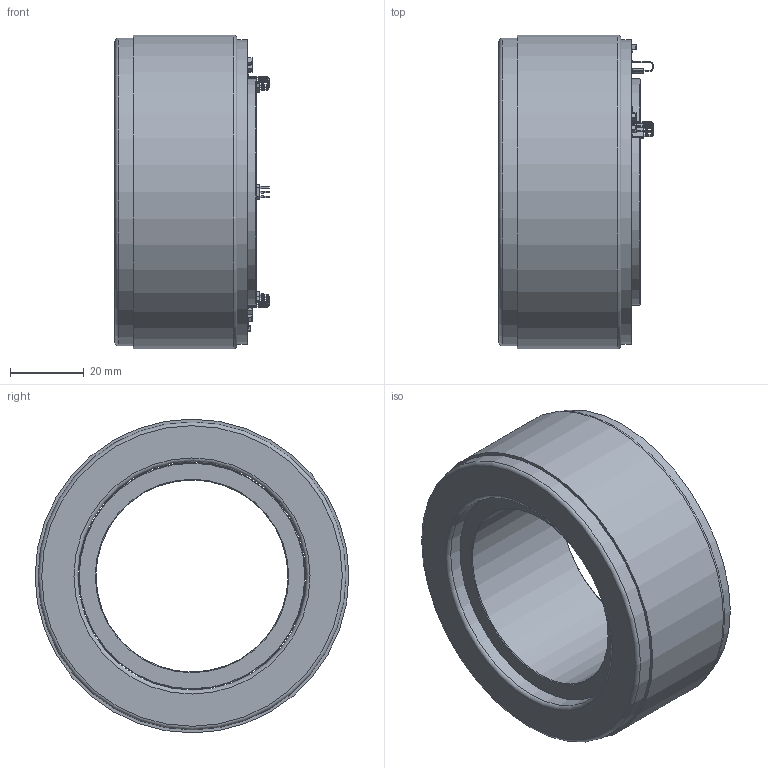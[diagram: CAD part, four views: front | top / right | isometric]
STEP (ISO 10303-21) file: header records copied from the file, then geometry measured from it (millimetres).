
FILE_DESCRIPTION(/* description */ (''),/* implementation_level */ '2;1');
FILE_NAME(/* name */ 'ATD 85x23_CAD.stp',/* time_stamp */ '2019-09-24T13:45:46+05:00',/* author */ ('KuvshinovDA'),/* organization */ (''),/* preprocessor_version */ 'ST-DEVELOPER v17',/* originating_system */ 'Autodesk Inventor 2019',/* authorisation */ '');
FILE_SCHEMA (('AUTOMOTIVE_DESIGN { 1 0 10303 214 3 1 1 }'));
Length unit declared in the file: metre
Products named in the file (27): ATD 85x23_TOP; ATD 85x23; Твердое тело1; Твердое тело1
_1; ATD85-XX.SS.H.TS_3D; Твердое тело1
_2; R2; R5; DD1; Твердое тело1
_4; R4; R3; R1; Твердое тело1
_3; DA3; DA2; DA1; Твердое тело1
_5; C7; Твердое тело1
_6; C6; C4; C3; C2; C1; C5; Твердое тело1
_7
Assembly tree (37 placements, depth 5):
  ATD 85x23_TOP
    ATD 85x23
      Твердое тело1
      Твердое тело1
_1
      ATD85-XX.SS.H.TS_3D
        Твердое тело1
_2
        R2
          Твердое тело1
_3
        R5
          Твердое тело1
_3
        DD1
          Твердое тело1
_4
        R4
          Твердое тело1
_3
        R3
          Твердое тело1
_3
        R1
          Твердое тело1
_3
        DA3
          Твердое тело1
_5
        DA2
          Твердое тело1
_5
        DA1
          Твердое тело1
_5
        C7
          Твердое тело1
_6
        C6
          Твердое тело1
_7
        C4
          Твердое тело1
_7
        C3
          Твердое тело1
_7
        C2
          Твердое тело1
_7
        C1
          Твердое тело1
_7
        C5
          Твердое тело1
_7
Bounding box: 41.71 x 85 x 85 mm (x, y, z)
Volume: 121866.6 mm3; surface area: 40094.2 mm2
Topology: 19 solids, 19 shells, 1042 faces, 2869 edges, 1915 vertices
Faces by surface type: plane 827, cylinder 207, cone 4, torus 4
Full cylindrical faces by diameter (mm): 0.5 x1, 52 x1, 61.5 x1, 61.95 x1, 63 x1, 82.6 x1, 83.4 x1, 85 x1
Entity records: 11819 total; most frequent: CARTESIAN_POINT 1927, DIRECTION 1876, ORIENTED_EDGE 1832, EDGE_CURVE 916, LINE 752, VECTOR 752, VERTEX_POINT 613, AXIS2_PLACEMENT_3D 562
